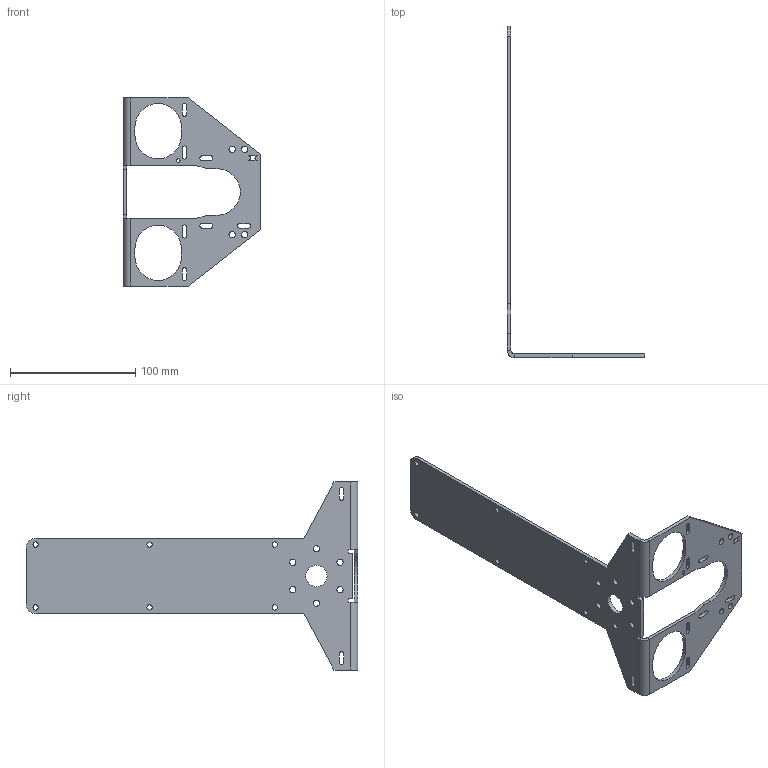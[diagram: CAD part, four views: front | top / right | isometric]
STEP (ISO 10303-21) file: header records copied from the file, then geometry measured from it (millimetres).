
FILE_DESCRIPTION(/* description */ (''),/* implementation_level */ '2;1');
FILE_NAME(/* name */ 'Przegub 4 v82.step',/* time_stamp */ '2024-05-28T16:32:40+02:00',/* author */ (''),/* organization */ (''),/* preprocessor_version */ 'ST-DEVELOPER v20',/* originating_system */ 'Autodesk Translation Framework v13.14.0.145',/* authorisation */ '');
FILE_SCHEMA (('AUTOMOTIVE_DESIGN { 1 0 10303 214 3 1 1 }'));
Length unit declared in the file: millimetre
Products named in the file (1): Przegub 4
Bounding box: 110 x 264.5 x 150 mm (x, y, z)
Volume: 74016.2 mm3; surface area: 55371.6 mm2
Topology: 1 solids, 1 shells, 106 faces, 302 edges, 196 vertices
Faces by surface type: plane 57, cylinder 49
Full cylindrical faces by diameter (mm): 3 x1, 4.2 x6, 5 x10, 16.9 x1
Entity records: 3613 total; most frequent: DIRECTION 614, CARTESIAN_POINT 605, ORIENTED_EDGE 604, EDGE_CURVE 302, AXIS2_PLACEMENT_3D 205, LINE 204, VECTOR 204, VERTEX_POINT 196
